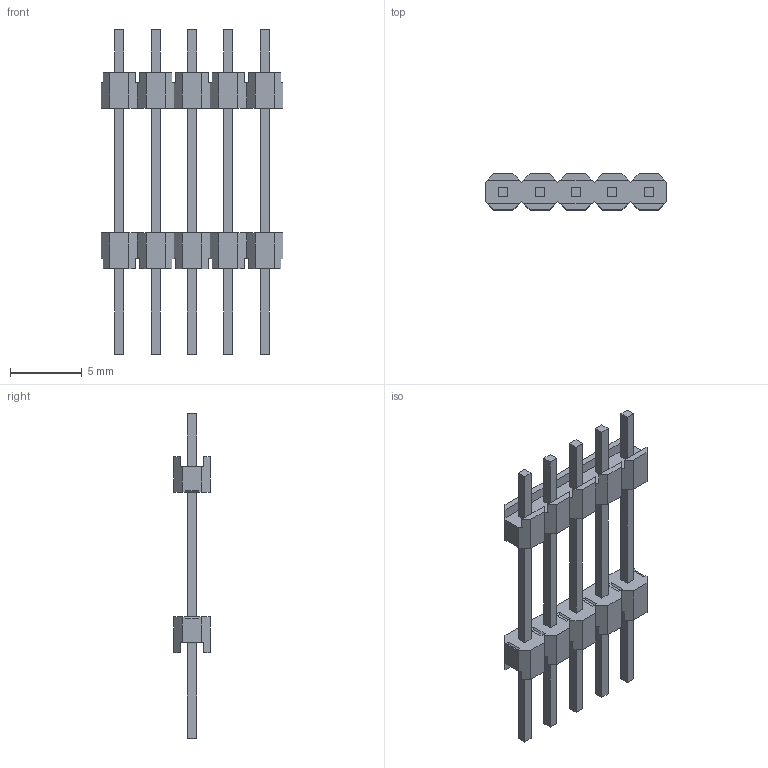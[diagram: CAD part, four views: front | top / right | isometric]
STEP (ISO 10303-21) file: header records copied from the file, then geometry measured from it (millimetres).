
FILE_DESCRIPTION(/* description */ (''),/* implementation_level */ '2;1');
FILE_NAME(/* name */ 'DS1029-01 type 33 x 5.stp',/* time_stamp */ '2024-01-30T12:18:21+03:00',/* author */ ('megal'),/* organization */ (''),/* preprocessor_version */ 'ST-DEVELOPER v19.2',/* originating_system */ 'Autodesk Inventor 2023',/* authorisation */ '');
FILE_SCHEMA (('AUTOMOTIVE_DESIGN { 1 0 10303 214 3 1 1 }'));
Length unit declared in the file: millimetre
Products named in the file (1): DS1029-01 type 33 x 5
Bounding box: 12.7 x 2.54 x 22.7 mm (x, y, z)
Volume: 153.3 mm3; surface area: 542.6 mm2
Topology: 1 solids, 1 shells, 234 faces, 636 edges, 424 vertices
Faces by surface type: plane 234
Entity records: 7530 total; most frequent: CARTESIAN_POINT 1295, ORIENTED_EDGE 1272, DIRECTION 1106, LINE 636, VECTOR 636, EDGE_CURVE 636, VERTEX_POINT 424, EDGE_LOOP 262
